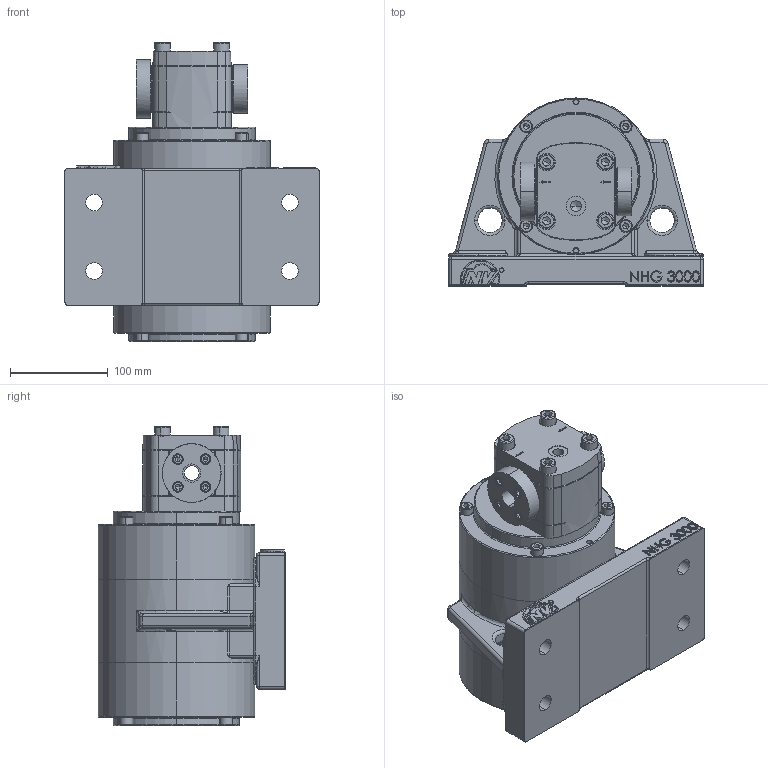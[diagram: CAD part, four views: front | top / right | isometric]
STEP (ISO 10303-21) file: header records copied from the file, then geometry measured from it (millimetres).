
FILE_DESCRIPTION (( 'STEP AP214' ), '1' );
FILE_NAME ('NHG 3000L #04895002.STEP', '2023-12-07T07:26:17', ( '' ), ( '' ), 'SwSTEP 2.0', 'SolidWorks 2023', '' );
FILE_SCHEMA (( 'AUTOMOTIVE_DESIGN' ));
Length unit declared in the file: millimetre
Products named in the file (1): NHG 3000L #04895002
Bounding box: 260 x 192 x 305.7 mm (x, y, z)
Volume: 4367014.3 mm3; surface area: 511194.6 mm2
Topology: 14 solids, 32 shells, 1434 faces, 3354 edges, 1983 vertices
Faces by surface type: plane 555, cylinder 454, torus 159, cone 156, bspline 86, sphere 24
Entity records: 45315 total; most frequent: CARTESIAN_POINT 12512, DIRECTION 7187, ORIENTED_EDGE 6496, EDGE_CURVE 3248, AXIS2_PLACEMENT_3D 2808, VERTEX_POINT 1983, EDGE_LOOP 1609, LINE 1571
